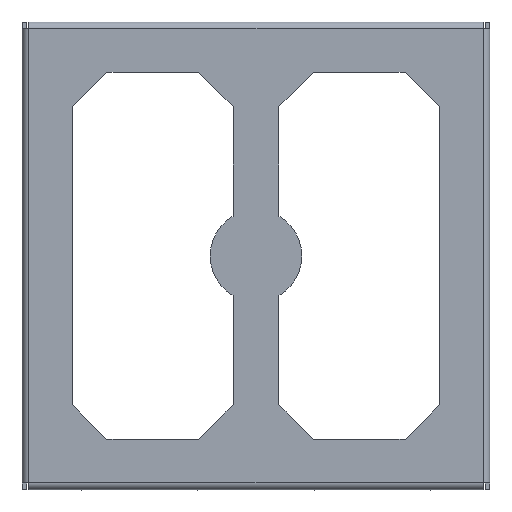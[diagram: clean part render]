
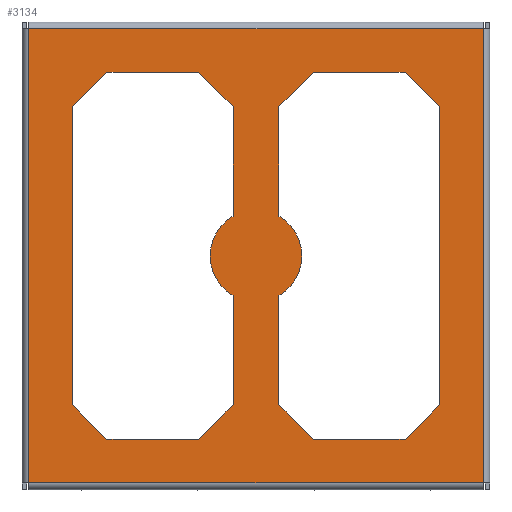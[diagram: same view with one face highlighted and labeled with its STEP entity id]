
A CAD part, top view. The second image highlights one B-rep face of the part: STEP entity #3134.
In plain terms, the highlighted planar face has unit normal (0, 0, 1).
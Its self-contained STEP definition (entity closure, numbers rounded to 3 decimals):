
#30=LINE('',#4497,#346);
#34=LINE('',#4506,#350);
#196=LINE('',#4976,#512);
#201=LINE('',#4987,#517);
#204=LINE('',#4997,#520);
#209=LINE('',#5007,#525);
#212=LINE('',#5014,#528);
#216=LINE('',#5023,#532);
#218=LINE('',#5027,#534);
#224=LINE('',#5041,#540);
#263=LINE('',#5142,#579);
#265=LINE('',#5150,#581);
#266=LINE('',#5151,#582);
#267=LINE('',#5152,#583);
#268=LINE('',#5153,#584);
#269=LINE('',#5154,#585);
#270=LINE('',#5156,#586);
#271=LINE('',#5157,#587);
#272=LINE('',#5158,#588);
#273=LINE('',#5159,#589);
#274=LINE('',#5160,#590);
#275=LINE('',#5161,#591);
#346=VECTOR('',#3564,1000.);
#350=VECTOR('',#3570,1000.);
#512=VECTOR('',#3976,1000.);
#517=VECTOR('',#3983,1000.);
#520=VECTOR('',#3994,1000.);
#525=VECTOR('',#4001,1000.);
#528=VECTOR('',#4006,1000.);
#532=VECTOR('',#4012,1000.);
#534=VECTOR('',#4016,1000.);
#540=VECTOR('',#4024,1000.);
#579=VECTOR('',#4119,1000.);
#581=VECTOR('',#4129,1000.);
#582=VECTOR('',#4130,1000.);
#583=VECTOR('',#4131,1000.);
#584=VECTOR('',#4132,1000.);
#585=VECTOR('',#4133,1000.);
#586=VECTOR('',#4134,1000.);
#587=VECTOR('',#4135,1000.);
#588=VECTOR('',#4136,1000.);
#589=VECTOR('',#4137,1000.);
#590=VECTOR('',#4138,1000.);
#591=VECTOR('',#4139,1000.);
#717=PLANE('',#3402);
#1169=ORIENTED_EDGE('',*,*,#1939,.F.);
#1170=ORIENTED_EDGE('',*,*,#1992,.F.);
#1171=ORIENTED_EDGE('',*,*,#1909,.F.);
#1172=ORIENTED_EDGE('',*,*,#1905,.F.);
#1173=ORIENTED_EDGE('',*,*,#1924,.F.);
#1174=ORIENTED_EDGE('',*,*,#1993,.F.);
#1175=ORIENTED_EDGE('',*,*,#1676,.F.);
#1176=ORIENTED_EDGE('',*,*,#1994,.F.);
#1177=ORIENTED_EDGE('',*,*,#1933,.F.);
#1178=ORIENTED_EDGE('',*,*,#1995,.F.);
#1179=ORIENTED_EDGE('',*,*,#1996,.T.);
#1180=ORIENTED_EDGE('',*,*,#1997,.F.);
#1181=ORIENTED_EDGE('',*,*,#1998,.F.);
#1182=ORIENTED_EDGE('',*,*,#1988,.T.);
#1183=ORIENTED_EDGE('',*,*,#1914,.F.);
#1184=ORIENTED_EDGE('',*,*,#1999,.F.);
#1185=ORIENTED_EDGE('',*,*,#1680,.F.);
#1186=ORIENTED_EDGE('',*,*,#2000,.F.);
#1187=ORIENTED_EDGE('',*,*,#1927,.F.);
#1188=ORIENTED_EDGE('',*,*,#2001,.F.);
#1189=ORIENTED_EDGE('',*,*,#1931,.F.);
#1190=ORIENTED_EDGE('',*,*,#2002,.F.);
#1191=ORIENTED_EDGE('',*,*,#1919,.F.);
#1192=ORIENTED_EDGE('',*,*,#1916,.F.);
#1676=EDGE_CURVE('',#2132,#2133,#30,.T.);
#1680=EDGE_CURVE('',#2136,#2137,#34,.T.);
#1905=EDGE_CURVE('',#2319,#2320,#2495,.T.);
#1909=EDGE_CURVE('',#2320,#2323,#196,.T.);
#1914=EDGE_CURVE('',#2327,#2328,#201,.T.);
#1916=EDGE_CURVE('',#2328,#2329,#2497,.T.);
#1919=EDGE_CURVE('',#2329,#2331,#204,.T.);
#1924=EDGE_CURVE('',#2334,#2319,#209,.T.);
#1927=EDGE_CURVE('',#2337,#2338,#212,.T.);
#1931=EDGE_CURVE('',#2341,#2342,#216,.T.);
#1933=EDGE_CURVE('',#2343,#2344,#218,.T.);
#1939=EDGE_CURVE('',#2349,#2350,#224,.T.);
#1988=EDGE_CURVE('',#2382,#2379,#263,.T.);
#1992=EDGE_CURVE('',#2323,#2349,#265,.T.);
#1993=EDGE_CURVE('',#2133,#2334,#266,.T.);
#1994=EDGE_CURVE('',#2344,#2132,#267,.T.);
#1995=EDGE_CURVE('',#2350,#2343,#268,.T.);
#1996=EDGE_CURVE('',#2379,#2386,#269,.T.);
#1997=EDGE_CURVE('',#2374,#2386,#270,.T.);
#1998=EDGE_CURVE('',#2382,#2374,#271,.T.);
#1999=EDGE_CURVE('',#2137,#2327,#272,.T.);
#2000=EDGE_CURVE('',#2338,#2136,#273,.T.);
#2001=EDGE_CURVE('',#2342,#2337,#274,.T.);
#2002=EDGE_CURVE('',#2331,#2341,#275,.T.);
#2132=VERTEX_POINT('',#4496);
#2133=VERTEX_POINT('',#4498);
#2136=VERTEX_POINT('',#4505);
#2137=VERTEX_POINT('',#4507);
#2319=VERTEX_POINT('',#4968);
#2320=VERTEX_POINT('',#4969);
#2323=VERTEX_POINT('',#4977);
#2327=VERTEX_POINT('',#4986);
#2328=VERTEX_POINT('',#4988);
#2329=VERTEX_POINT('',#4992);
#2331=VERTEX_POINT('',#4998);
#2334=VERTEX_POINT('',#5006);
#2337=VERTEX_POINT('',#5013);
#2338=VERTEX_POINT('',#5015);
#2341=VERTEX_POINT('',#5022);
#2342=VERTEX_POINT('',#5024);
#2343=VERTEX_POINT('',#5028);
#2344=VERTEX_POINT('',#5029);
#2349=VERTEX_POINT('',#5040);
#2350=VERTEX_POINT('',#5042);
#2374=VERTEX_POINT('',#5116);
#2379=VERTEX_POINT('',#5130);
#2382=VERTEX_POINT('',#5137);
#2386=VERTEX_POINT('',#5155);
#2495=CIRCLE('',#3358,2.);
#2497=CIRCLE('',#3363,2.);
#2669=EDGE_LOOP('',(#1169,#1170,#1171,#1172,#1173,#1174,#1175,#1176,#1177,
#1178));
#2670=EDGE_LOOP('',(#1179,#1180,#1181,#1182));
#2671=EDGE_LOOP('',(#1183,#1184,#1185,#1186,#1187,#1188,#1189,#1190,#1191,
#1192));
#2875=FACE_BOUND('',#2669,.T.);
#2876=FACE_BOUND('',#2670,.T.);
#2877=FACE_BOUND('',#2671,.T.);
#3134=ADVANCED_FACE('',(#2875,#2876,#2877),#717,.F.);
#3358=AXIS2_PLACEMENT_3D('',#4967,#3968,#3969);
#3363=AXIS2_PLACEMENT_3D('',#4991,#3987,#3988);
#3402=AXIS2_PLACEMENT_3D('',#5149,#4127,#4128);
#3564=DIRECTION('',(1.,0.,0.));
#3570=DIRECTION('',(-1.,0.,0.));
#3968=DIRECTION('',(0.,0.,-1.));
#3969=DIRECTION('',(0.,1.,0.));
#3976=DIRECTION('',(0.,1.,0.));
#3983=DIRECTION('',(0.,-1.,0.));
#3987=DIRECTION('',(0.,0.,-1.));
#3988=DIRECTION('',(0.,1.,0.));
#3994=DIRECTION('',(0.,-1.,0.));
#4001=DIRECTION('',(0.,1.,0.));
#4006=DIRECTION('',(0.,1.,0.));
#4012=DIRECTION('',(1.,0.,0.));
#4016=DIRECTION('',(0.,-1.,0.));
#4024=DIRECTION('',(-1.,0.,0.));
#4119=DIRECTION('',(0.,-1.,0.));
#4127=DIRECTION('',(0.,0.,-1.));
#4128=DIRECTION('',(0.,-1.,0.));
#4129=DIRECTION('',(-0.707,0.707,0.));
#4130=DIRECTION('',(0.707,0.707,0.));
#4131=DIRECTION('',(0.707,-0.707,0.));
#4132=DIRECTION('',(-0.707,-0.707,0.));
#4133=DIRECTION('',(1.,0.,0.));
#4134=DIRECTION('',(0.,-1.,0.));
#4135=DIRECTION('',(1.,0.,0.));
#4136=DIRECTION('',(-0.707,-0.707,0.));
#4137=DIRECTION('',(-0.707,0.707,0.));
#4138=DIRECTION('',(0.707,0.707,0.));
#4139=DIRECTION('',(0.707,-0.707,0.));
#4496=CARTESIAN_POINT('',(-6.5,-8.,0.2));
#4497=CARTESIAN_POINT('',(-8.,-8.,0.2));
#4498=CARTESIAN_POINT('',(-2.5,-8.,0.2));
#4505=CARTESIAN_POINT('',(6.5,8.,0.2));
#4506=CARTESIAN_POINT('',(8.,8.,0.2));
#4507=CARTESIAN_POINT('',(2.5,8.,0.2));
#4967=CARTESIAN_POINT('',(0.,0.,0.2));
#4968=CARTESIAN_POINT('',(-1.,-1.732,0.2));
#4969=CARTESIAN_POINT('',(-1.,1.732,0.2));
#4976=CARTESIAN_POINT('',(-1.,1.732,0.2));
#4977=CARTESIAN_POINT('',(-1.,6.5,0.2));
#4986=CARTESIAN_POINT('',(1.,6.5,0.2));
#4987=CARTESIAN_POINT('',(1.,1.732,0.2));
#4988=CARTESIAN_POINT('',(1.,1.732,0.2));
#4991=CARTESIAN_POINT('',(0.,0.,0.2));
#4992=CARTESIAN_POINT('',(1.,-1.732,0.2));
#4997=CARTESIAN_POINT('',(1.,-8.5,0.2));
#4998=CARTESIAN_POINT('',(1.,-6.5,0.2));
#5006=CARTESIAN_POINT('',(-1.,-6.5,0.2));
#5007=CARTESIAN_POINT('',(-1.,-8.5,0.2));
#5013=CARTESIAN_POINT('',(8.,-6.5,0.2));
#5014=CARTESIAN_POINT('',(8.,-8.,0.2));
#5015=CARTESIAN_POINT('',(8.,6.5,0.2));
#5022=CARTESIAN_POINT('',(2.5,-8.,0.2));
#5023=CARTESIAN_POINT('',(-8.,-8.,0.2));
#5024=CARTESIAN_POINT('',(6.5,-8.,0.2));
#5027=CARTESIAN_POINT('',(-8.,8.,0.2));
#5028=CARTESIAN_POINT('',(-8.,6.5,0.2));
#5029=CARTESIAN_POINT('',(-8.,-6.5,0.2));
#5040=CARTESIAN_POINT('',(-2.5,8.,0.2));
#5041=CARTESIAN_POINT('',(8.,8.,0.2));
#5042=CARTESIAN_POINT('',(-6.5,8.,0.2));
#5116=CARTESIAN_POINT('',(9.9,9.9,0.2));
#5130=CARTESIAN_POINT('',(-9.9,-9.9,0.2));
#5137=CARTESIAN_POINT('',(-9.9,9.9,0.2));
#5142=CARTESIAN_POINT('',(-9.9,9.9,0.2));
#5149=CARTESIAN_POINT('',(-9.9,9.9,0.2));
#5150=CARTESIAN_POINT('',(-7.15,12.65,0.2));
#5151=CARTESIAN_POINT('',(2.75,-2.75,0.2));
#5152=CARTESIAN_POINT('',(-17.15,2.65,0.2));
#5153=CARTESIAN_POINT('',(-7.25,7.25,0.2));
#5154=CARTESIAN_POINT('',(-9.9,-9.9,0.2));
#5155=CARTESIAN_POINT('',(9.9,-9.9,0.2));
#5156=CARTESIAN_POINT('',(9.9,9.9,0.2));
#5157=CARTESIAN_POINT('',(-9.9,9.9,0.2));
#5158=CARTESIAN_POINT('',(-2.75,2.75,0.2));
#5159=CARTESIAN_POINT('',(-2.65,17.15,0.2));
#5160=CARTESIAN_POINT('',(7.25,-7.25,0.2));
#5161=CARTESIAN_POINT('',(-12.65,7.15,0.2));
